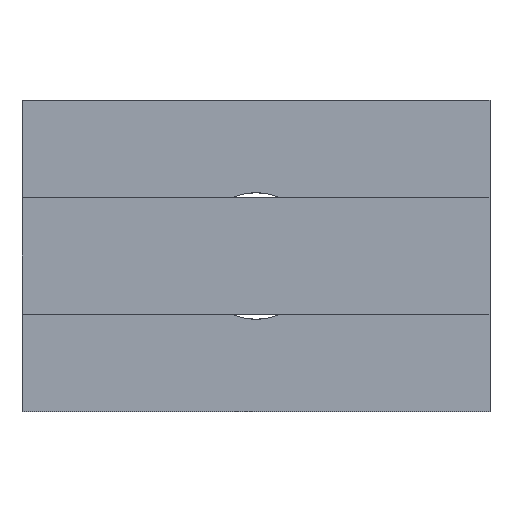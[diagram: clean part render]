
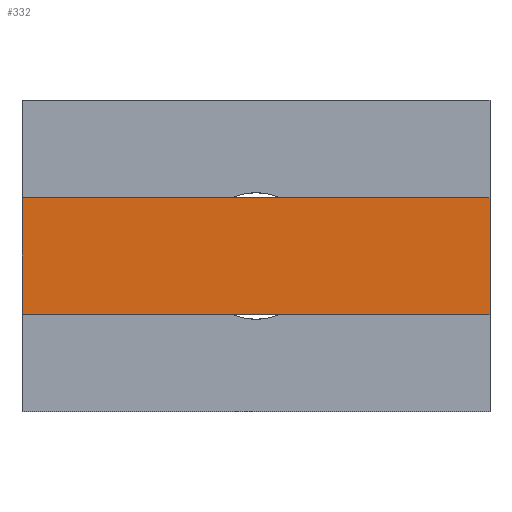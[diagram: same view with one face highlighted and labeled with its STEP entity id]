
A CAD part, front view. The second image highlights one B-rep face of the part: STEP entity #332.
In plain terms, the highlighted planar face has unit normal (0, -1, 0).
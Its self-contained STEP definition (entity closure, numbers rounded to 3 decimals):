
#29=PLANE('',#378);
#46=FACE_OUTER_BOUND('',#64,.T.);
#64=EDGE_LOOP('',(#299,#300,#301,#302));
#76=LINE('',#501,#110);
#81=LINE('',#513,#115);
#100=LINE('',#591,#134);
#101=LINE('',#592,#135);
#110=VECTOR('',#409,10.);
#115=VECTOR('',#418,10.);
#134=VECTOR('',#457,10.);
#135=VECTOR('',#458,10.);
#159=VERTEX_POINT('',#498);
#160=VERTEX_POINT('',#500);
#164=VERTEX_POINT('',#510);
#165=VERTEX_POINT('',#512);
#195=EDGE_CURVE('',#160,#159,#76,.T.);
#201=EDGE_CURVE('',#164,#165,#81,.T.);
#224=EDGE_CURVE('',#164,#160,#100,.T.);
#225=EDGE_CURVE('',#165,#159,#101,.T.);
#299=ORIENTED_EDGE('',*,*,#224,.T.);
#300=ORIENTED_EDGE('',*,*,#195,.T.);
#301=ORIENTED_EDGE('',*,*,#225,.F.);
#302=ORIENTED_EDGE('',*,*,#201,.F.);
#332=ADVANCED_FACE('',(#46),#29,.T.);
#378=AXIS2_PLACEMENT_3D('',#590,#455,#456);
#409=DIRECTION('',(1.,0.,0.));
#418=DIRECTION('',(1.,0.,0.));
#455=DIRECTION('center_axis',(0.,-1.,0.));
#456=DIRECTION('ref_axis',(0.,0.,-1.));
#457=DIRECTION('',(0.,0.,-1.));
#458=DIRECTION('',(0.,0.,-1.));
#498=CARTESIAN_POINT('',(12.,-45.,-3.));
#500=CARTESIAN_POINT('',(0.,-45.,-3.));
#501=CARTESIAN_POINT('',(0.,-45.,-3.));
#510=CARTESIAN_POINT('',(0.,-45.,0.));
#512=CARTESIAN_POINT('',(12.,-45.,0.));
#513=CARTESIAN_POINT('',(0.,-45.,0.));
#590=CARTESIAN_POINT('Origin',(0.,-45.,0.));
#591=CARTESIAN_POINT('',(0.,-45.,0.));
#592=CARTESIAN_POINT('',(12.,-45.,0.));
